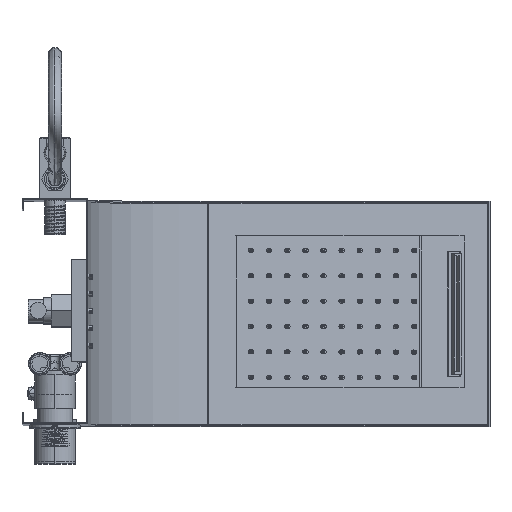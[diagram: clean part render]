
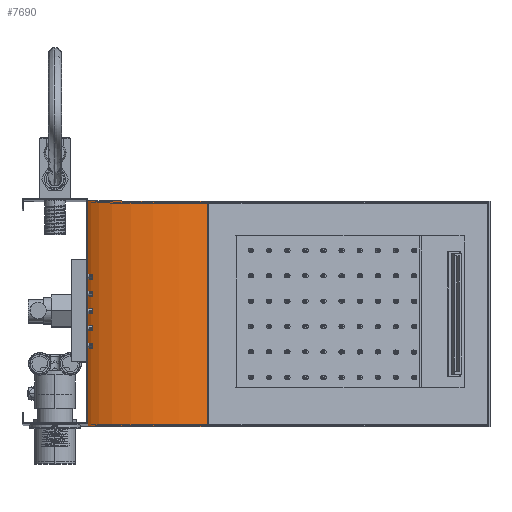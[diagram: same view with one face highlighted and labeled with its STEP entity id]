
A CAD part, top view. The second image highlights one B-rep face of the part: STEP entity #7690.
In plain terms, the highlighted cylindrical face has radius 180 mm (diameter 360 mm), a partial arc.
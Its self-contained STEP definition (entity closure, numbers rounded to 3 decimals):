
#922=CARTESIAN_POINT('',(180.,-111.,-86.171));
#923=DIRECTION('',(0.,-1.,0.));
#924=DIRECTION('',(-1.,0.,0.));
#925=AXIS2_PLACEMENT_3D('',#922,#923,#924);
#1200=CARTESIAN_POINT('',(180.,111.,-86.171));
#1201=DIRECTION('',(0.,1.,0.));
#1202=DIRECTION('',(-0.342,0.,-0.94));
#1203=AXIS2_PLACEMENT_3D('',#1200,#1201,#1202);
#2533=DIRECTION('',(0.,1.,0.));
#2534=VECTOR('',#2533,222.);
#2535=CARTESIAN_POINT('',(0.,-111.,-86.171));
#2536=LINE('',#2535,#2534);
#2537=DIRECTION('',(0.,-1.,0.));
#2538=VECTOR('',#2537,222.);
#2539=CARTESIAN_POINT('',(118.436,111.,-255.316));
#2540=LINE('',#2539,#2538);
#4751=CARTESIAN_POINT('',(0.,111.,-86.171));
#4752=VERTEX_POINT('',#4751);
#4753=CARTESIAN_POINT('',(0.,-111.,-86.171));
#4754=VERTEX_POINT('',#4753);
#5346=CARTESIAN_POINT('',(118.436,111.,-255.316));
#5348=VERTEX_POINT('',#5346);
#5351=CARTESIAN_POINT('',(118.436,-111.,-255.316));
#5352=VERTEX_POINT('',#5351);
#7678=CARTESIAN_POINT('',(180.,-110.,-86.171));
#7679=DIRECTION('',(0.,1.,0.));
#7680=DIRECTION('',(1.,0.,0.));
#7681=AXIS2_PLACEMENT_3D('',#7678,#7679,#7680);
#7682=CYLINDRICAL_SURFACE('',#7681,180.);
#7684=ORIENTED_EDGE('',*,*,#7683,.T.);
#7685=ORIENTED_EDGE('',*,*,#6708,.F.);
#7686=ORIENTED_EDGE('',*,*,#7293,.T.);
#7687=ORIENTED_EDGE('',*,*,#6295,.F.);
#7688=EDGE_LOOP('',(#7684,#7685,#7686,#7687));
#7689=FACE_OUTER_BOUND('',#7688,.F.);
#926=CIRCLE('',#925,180.);
#1204=CIRCLE('',#1203,180.);
#6295=EDGE_CURVE('',#4754,#5352,#926,.T.);
#6708=EDGE_CURVE('',#5348,#4752,#1204,.T.);
#7293=EDGE_CURVE('',#5348,#5352,#2540,.T.);
#7683=EDGE_CURVE('',#4754,#4752,#2536,.T.);
#7690=ADVANCED_FACE('',(#7689),#7682,.F.);
